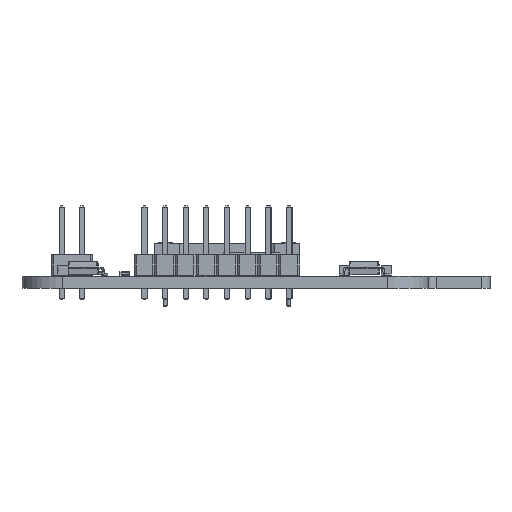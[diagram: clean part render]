
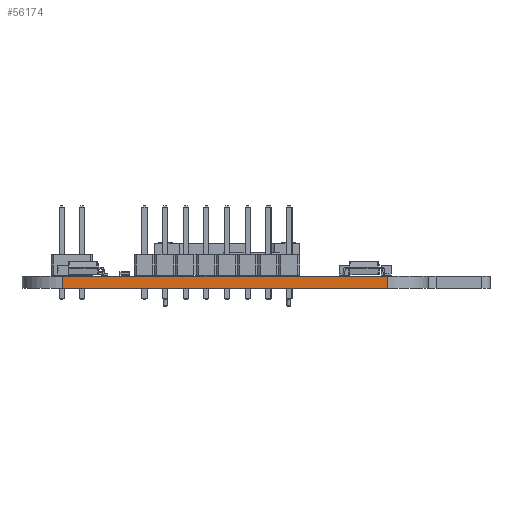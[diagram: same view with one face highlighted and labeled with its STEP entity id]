
A CAD part, left-side view. The second image highlights one B-rep face of the part: STEP entity #56174.
In plain terms, the highlighted planar face has unit normal (-1, 0, 0).
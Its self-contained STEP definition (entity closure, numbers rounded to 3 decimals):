
#54587 = VERTEX_POINT('',#54588);
#54588 = CARTESIAN_POINT('',(98.501,-81.194,0.));
#54595 = EDGE_CURVE('',#54596,#54587,#54598,.T.);
#54596 = VERTEX_POINT('',#54597);
#54597 = CARTESIAN_POINT('',(98.501,-121.194,0.));
#54598 = LINE('',#54599,#54600);
#54599 = CARTESIAN_POINT('',(98.501,-121.194,0.));
#54600 = VECTOR('',#54601,1.);
#54601 = DIRECTION('',(0.,1.,0.));
#55367 = VERTEX_POINT('',#55368);
#55368 = CARTESIAN_POINT('',(98.501,-81.194,1.51));
#55375 = EDGE_CURVE('',#55376,#55367,#55378,.T.);
#55376 = VERTEX_POINT('',#55377);
#55377 = CARTESIAN_POINT('',(98.501,-121.194,1.51));
#55378 = LINE('',#55379,#55380);
#55379 = CARTESIAN_POINT('',(98.501,-121.194,1.51));
#55380 = VECTOR('',#55381,1.);
#55381 = DIRECTION('',(0.,1.,0.));
#56144 = EDGE_CURVE('',#54587,#55367,#56145,.T.);
#56145 = LINE('',#56146,#56147);
#56146 = CARTESIAN_POINT('',(98.501,-81.194,0.));
#56147 = VECTOR('',#56148,1.);
#56148 = DIRECTION('',(0.,0.,1.));
#56174 = ADVANCED_FACE('',(#56175),#56186,.T.);
#56175 = FACE_BOUND('',#56176,.T.);
#56176 = EDGE_LOOP('',(#56177,#56183,#56184,#56185));
#56177 = ORIENTED_EDGE('',*,*,#56178,.T.);
#56178 = EDGE_CURVE('',#54596,#55376,#56179,.T.);
#56179 = LINE('',#56180,#56181);
#56180 = CARTESIAN_POINT('',(98.501,-121.194,0.));
#56181 = VECTOR('',#56182,1.);
#56182 = DIRECTION('',(0.,0.,1.));
#56183 = ORIENTED_EDGE('',*,*,#55375,.T.);
#56184 = ORIENTED_EDGE('',*,*,#56144,.F.);
#56185 = ORIENTED_EDGE('',*,*,#54595,.F.);
#56186 = PLANE('',#56187);
#56187 = AXIS2_PLACEMENT_3D('',#56188,#56189,#56190);
#56188 = CARTESIAN_POINT('',(98.501,-121.194,0.));
#56189 = DIRECTION('',(-1.,0.,0.));
#56190 = DIRECTION('',(0.,1.,0.));
